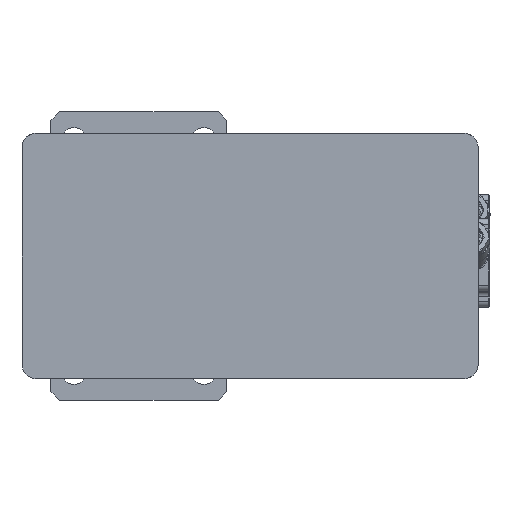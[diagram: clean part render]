
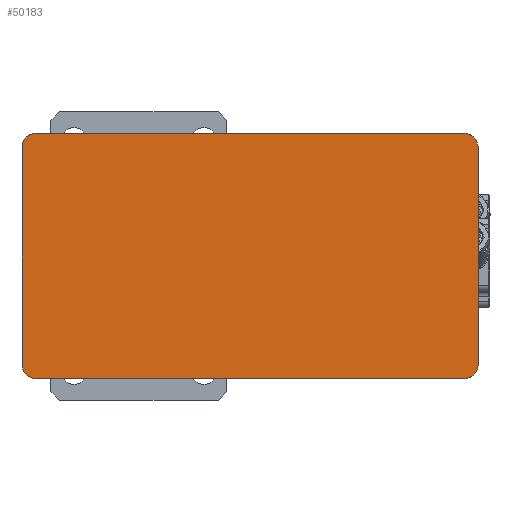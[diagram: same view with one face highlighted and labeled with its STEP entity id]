
A CAD part, front view. The second image highlights one B-rep face of the part: STEP entity #50183.
In plain terms, the highlighted face is planar.
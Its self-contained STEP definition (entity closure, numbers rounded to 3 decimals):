
#71 = CARTESIAN_POINT ( 'NONE',  ( 42.5, 112.5, -83. ) ) ;
#594 = EDGE_CURVE ( 'NONE', #68793, #14625, #3539, .T. ) ;
#3539 = CIRCLE ( 'NONE', #7074, 5. ) ;
#4111 = EDGE_CURVE ( 'NONE', #14625, #70267, #70135, .T. ) ;
#4428 = EDGE_CURVE ( 'NONE', #42731, #61928, #73815, .T. ) ;
#5034 = DIRECTION ( 'NONE',  ( 0., 0., -1. ) ) ;
#5415 = FACE_OUTER_BOUND ( 'NONE', #24481, .T. ) ;
#6254 = CARTESIAN_POINT ( 'NONE',  ( -37.5, -40.5, -83. ) ) ;
#6649 = CIRCLE ( 'NONE', #48507, 5. ) ;
#7074 = AXIS2_PLACEMENT_3D ( 'NONE', #54102, #32316, #15104 ) ;
#7907 = DIRECTION ( 'NONE',  ( 0., 1., 0. ) ) ;
#9153 = DIRECTION ( 'NONE',  ( -1., 0., 0. ) ) ;
#10605 = CARTESIAN_POINT ( 'NONE',  ( -37.5, -35.5, -83. ) ) ;
#10937 = CIRCLE ( 'NONE', #21730, 5. ) ;
#13880 = ORIENTED_EDGE ( 'NONE', *, *, #4428, .T. ) ;
#14283 = ORIENTED_EDGE ( 'NONE', *, *, #51263, .T. ) ;
#14586 = AXIS2_PLACEMENT_3D ( 'NONE', #10605, #5034, #27483 ) ;
#14625 = VERTEX_POINT ( 'NONE', #57847 ) ;
#15104 = DIRECTION ( 'NONE',  ( -1., 0., 0. ) ) ;
#15382 = ORIENTED_EDGE ( 'NONE', *, *, #39960, .T. ) ;
#16400 = ORIENTED_EDGE ( 'NONE', *, *, #4111, .T. ) ;
#16978 = CARTESIAN_POINT ( 'NONE',  ( 37.5, -40.5, -83. ) ) ;
#17701 = DIRECTION ( 'NONE',  ( 0., 0., -1. ) ) ;
#20383 = EDGE_CURVE ( 'NONE', #52703, #23280, #21435, .T. ) ;
#21435 = LINE ( 'NONE', #71571, #52133 ) ;
#21730 = AXIS2_PLACEMENT_3D ( 'NONE', #66419, #72352, #9153 ) ;
#22597 = DIRECTION ( 'NONE',  ( -1., 0., 0. ) ) ;
#23280 = VERTEX_POINT ( 'NONE', #26292 ) ;
#24481 = EDGE_LOOP ( 'NONE', ( #42561, #15382, #70974, #16400, #14283, #70870, #50679, #13880 ) ) ;
#25427 = VECTOR ( 'NONE', #22597, 1000. ) ;
#26292 = CARTESIAN_POINT ( 'NONE',  ( 42.5, -35.5, -83. ) ) ;
#27071 = DIRECTION ( 'NONE',  ( 0., -1., 0. ) ) ;
#27483 = DIRECTION ( 'NONE',  ( -1., 0., 0. ) ) ;
#32316 = DIRECTION ( 'NONE',  ( 0., 0., -1. ) ) ;
#33258 = DIRECTION ( 'NONE',  ( 0., 0., -1. ) ) ;
#33623 = CARTESIAN_POINT ( 'NONE',  ( 37.5, -35.5, -83. ) ) ;
#36507 = CARTESIAN_POINT ( 'NONE',  ( -37.5, 117.5, -83. ) ) ;
#37110 = LINE ( 'NONE', #47980, #70735 ) ;
#39072 = DIRECTION ( 'NONE',  ( -1., 0., 0. ) ) ;
#39960 = EDGE_CURVE ( 'NONE', #40648, #68793, #37110, .T. ) ;
#40648 = VERTEX_POINT ( 'NONE', #45731 ) ;
#42561 = ORIENTED_EDGE ( 'NONE', *, *, #63283, .T. ) ;
#42731 = VERTEX_POINT ( 'NONE', #48149 ) ;
#43404 = AXIS2_PLACEMENT_3D ( 'NONE', #33623, #33258, #45254 ) ;
#45066 = CARTESIAN_POINT ( 'NONE',  ( -37.5, -35.5, -83. ) ) ;
#45254 = DIRECTION ( 'NONE',  ( -1., 0., 0. ) ) ;
#45731 = CARTESIAN_POINT ( 'NONE',  ( -42.5, -35.5, -83. ) ) ;
#47980 = CARTESIAN_POINT ( 'NONE',  ( -42.5, -35.5, -83. ) ) ;
#48092 = VECTOR ( 'NONE', #58980, 1000. ) ;
#48149 = CARTESIAN_POINT ( 'NONE',  ( 37.5, -40.5, -83. ) ) ;
#48507 = AXIS2_PLACEMENT_3D ( 'NONE', #45066, #17701, #39072 ) ;
#48631 = EDGE_CURVE ( 'NONE', #23280, #42731, #64927, .T. ) ;
#50183 = ADVANCED_FACE ( 'NONE', ( #5415 ), #72710, .T. ) ;
#50679 = ORIENTED_EDGE ( 'NONE', *, *, #48631, .T. ) ;
#51263 = EDGE_CURVE ( 'NONE', #70267, #52703, #10937, .T. ) ;
#52133 = VECTOR ( 'NONE', #27071, 1000. ) ;
#52703 = VERTEX_POINT ( 'NONE', #71 ) ;
#54102 = CARTESIAN_POINT ( 'NONE',  ( -37.5, 112.5, -83. ) ) ;
#57686 = CARTESIAN_POINT ( 'NONE',  ( -42.5, 112.5, -83. ) ) ;
#57847 = CARTESIAN_POINT ( 'NONE',  ( -37.5, 117.5, -83. ) ) ;
#58980 = DIRECTION ( 'NONE',  ( 1., 0., 0. ) ) ;
#61928 = VERTEX_POINT ( 'NONE', #6254 ) ;
#63283 = EDGE_CURVE ( 'NONE', #61928, #40648, #6649, .T. ) ;
#64927 = CIRCLE ( 'NONE', #43404, 5. ) ;
#66419 = CARTESIAN_POINT ( 'NONE',  ( 37.5, 112.5, -83. ) ) ;
#68504 = CARTESIAN_POINT ( 'NONE',  ( 37.5, 117.5, -83. ) ) ;
#68793 = VERTEX_POINT ( 'NONE', #57686 ) ;
#70135 = LINE ( 'NONE', #36507, #48092 ) ;
#70267 = VERTEX_POINT ( 'NONE', #68504 ) ;
#70735 = VECTOR ( 'NONE', #7907, 1000. ) ;
#70870 = ORIENTED_EDGE ( 'NONE', *, *, #20383, .T. ) ;
#70974 = ORIENTED_EDGE ( 'NONE', *, *, #594, .T. ) ;
#71571 = CARTESIAN_POINT ( 'NONE',  ( 42.5, 112.5, -83. ) ) ;
#72352 = DIRECTION ( 'NONE',  ( 0., 0., -1. ) ) ;
#72710 = PLANE ( 'NONE',  #14586 ) ;
#73815 = LINE ( 'NONE', #16978, #25427 ) ;
